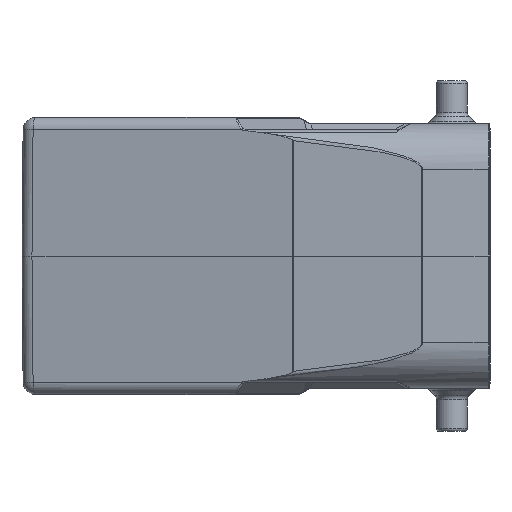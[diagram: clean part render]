
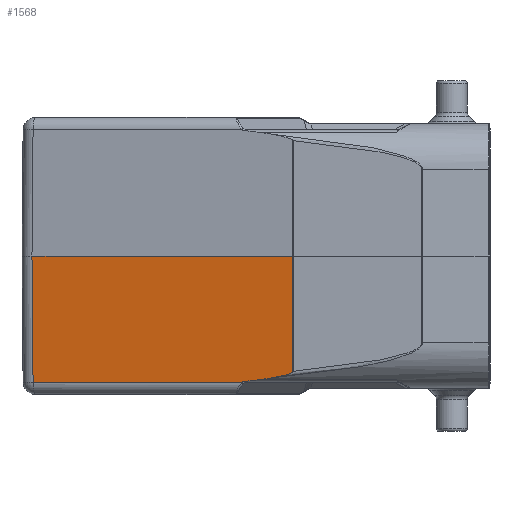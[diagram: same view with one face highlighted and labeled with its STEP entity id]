
A CAD part, left-side view. The second image highlights one B-rep face of the part: STEP entity #1568.
In plain terms, the highlighted planar face has unit normal (-0.982, 0.191, -0.009).
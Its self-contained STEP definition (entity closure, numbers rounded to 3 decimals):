
#304=B_SPLINE_CURVE_WITH_KNOTS('',3,(#17728,#17729,#17730,#17731,#17732,
#17733,#17734,#17735,#17736,#17737),.UNSPECIFIED.,.F.,.F.,(4,3,3,4),(0.,
0.092,0.449,1.),.UNSPECIFIED.);
#993=FACE_OUTER_BOUND('',#2693,.T.);
#1568=ADVANCED_FACE('',(#993),#1863,.T.);
#1863=PLANE('',#10461);
#2063=ELLIPSE('',#10459,10.482,2.);
#2064=ELLIPSE('',#10460,39.308,7.5);
#2693=EDGE_LOOP('',(#5194,#5195,#5196,#5197,#5198,#5199,#5200,#5201));
#5194=ORIENTED_EDGE('',*,*,#7859,.T.);
#5195=ORIENTED_EDGE('',*,*,#7860,.F.);
#5196=ORIENTED_EDGE('',*,*,#7861,.F.);
#5197=ORIENTED_EDGE('',*,*,#7844,.F.);
#5198=ORIENTED_EDGE('',*,*,#7854,.F.);
#5199=ORIENTED_EDGE('',*,*,#7862,.T.);
#5200=ORIENTED_EDGE('',*,*,#7863,.T.);
#5201=ORIENTED_EDGE('',*,*,#7856,.F.);
#6604=VERTEX_POINT('',#17718);
#6605=VERTEX_POINT('',#17727);
#6610=VERTEX_POINT('',#17886);
#6611=VERTEX_POINT('',#17892);
#6613=VERTEX_POINT('',#17895);
#6615=VERTEX_POINT('',#17901);
#6616=VERTEX_POINT('',#17903);
#6617=VERTEX_POINT('',#17906);
#7844=EDGE_CURVE('',#6605,#6604,#304,.T.);
#7854=EDGE_CURVE('',#6610,#6605,#8712,.T.);
#7856=EDGE_CURVE('',#6611,#6613,#8713,.T.);
#7859=EDGE_CURVE('',#6611,#6615,#8715,.T.);
#7860=EDGE_CURVE('',#6616,#6615,#2063,.T.);
#7861=EDGE_CURVE('',#6604,#6616,#2064,.T.);
#7862=EDGE_CURVE('',#6610,#6617,#8716,.T.);
#7863=EDGE_CURVE('',#6617,#6613,#8717,.T.);
#8712=LINE('',#17889,#9453);
#8713=LINE('',#17894,#9454);
#8715=LINE('',#17900,#9456);
#8716=LINE('',#17905,#9457);
#8717=LINE('',#17907,#9458);
#9453=VECTOR('',#12773,1.);
#9454=VECTOR('',#12778,1.);
#9456=VECTOR('',#12784,1.);
#9457=VECTOR('',#12789,1.);
#9458=VECTOR('',#12790,1.);
#10459=AXIS2_PLACEMENT_3D('',#17902,#12785,#12786);
#10460=AXIS2_PLACEMENT_3D('',#17904,#12787,#12788);
#10461=AXIS2_PLACEMENT_3D('',#17908,#12791,#12792);
#12773=DIRECTION('',(0.009,-0.001,-1.));
#12778=DIRECTION('',(0.191,0.982,0.));
#12784=DIRECTION('',(-0.13,-0.634,0.763));
#12785=DIRECTION('',(0.982,-0.191,0.009));
#12786=DIRECTION('',(0.191,0.982,0.002));
#12787=DIRECTION('',(0.982,-0.191,0.009));
#12788=DIRECTION('',(0.191,0.982,0.002));
#12789=DIRECTION('',(0.191,0.982,0.));
#12790=DIRECTION('',(0.007,-0.009,-1.));
#12791=DIRECTION('',(-0.982,0.191,-0.009));
#12792=DIRECTION('',(-0.191,-0.982,0.));
#17718=CARTESIAN_POINT('',(-43.862,3.672,-19.817));
#17727=CARTESIAN_POINT('',(-44.58,0.024,-18.83));
#17728=CARTESIAN_POINT('',(-44.58,0.024,-18.83));
#17729=CARTESIAN_POINT('',(-44.564,0.102,-18.917));
#17730=CARTESIAN_POINT('',(-44.542,0.213,-18.97));
#17731=CARTESIAN_POINT('',(-44.521,0.318,-19.019));
#17732=CARTESIAN_POINT('',(-44.439,0.729,-19.21));
#17733=CARTESIAN_POINT('',(-44.352,1.174,-19.317));
#17734=CARTESIAN_POINT('',(-44.265,1.614,-19.421));
#17735=CARTESIAN_POINT('',(-44.132,2.294,-19.582));
#17736=CARTESIAN_POINT('',(-43.997,2.982,-19.707));
#17737=CARTESIAN_POINT('',(-43.862,3.672,-19.817));
#17886=CARTESIAN_POINT('',(-44.743,0.048,0.));
#17889=CARTESIAN_POINT('',(-44.743,0.048,0.003));
#17892=CARTESIAN_POINT('',(-42.957,8.295,-20.517));
#17894=CARTESIAN_POINT('',(-42.957,8.295,-20.517));
#17895=CARTESIAN_POINT('',(-36.366,42.203,-20.517));
#17900=CARTESIAN_POINT('',(-46.306,-8.036,-0.864));
#17901=CARTESIAN_POINT('',(-42.981,8.178,-20.377));
#17902=CARTESIAN_POINT('',(-42.29,11.82,-18.5));
#17903=CARTESIAN_POINT('',(-43.44,5.83,-20.136));
#17904=CARTESIAN_POINT('',(-39.128,28.295,-14.));
#17905=CARTESIAN_POINT('',(-44.742,0.05,0.));
#17906=CARTESIAN_POINT('',(-36.514,42.382,0.));
#17907=CARTESIAN_POINT('',(-36.514,42.382,0.));
#17908=CARTESIAN_POINT('',(-46.119,-7.035,0.));
